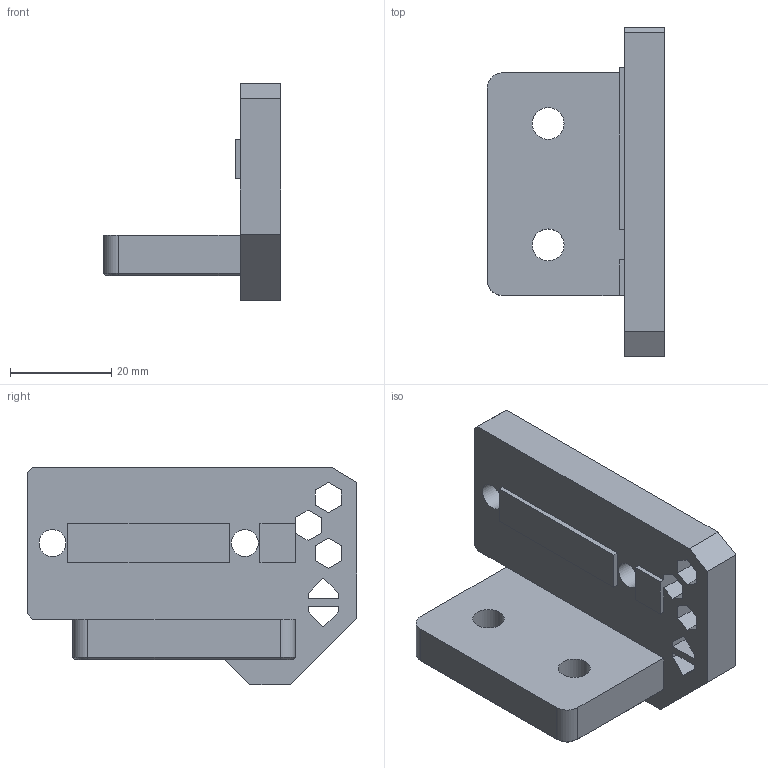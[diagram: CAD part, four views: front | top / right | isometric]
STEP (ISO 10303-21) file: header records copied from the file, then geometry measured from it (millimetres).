
FILE_DESCRIPTION(('FreeCAD Model'),'2;1');
FILE_NAME('Open CASCADE Shape Model','2021-08-31T18:09:11',('Author'),( ''),'Open CASCADE STEP processor 7.4','FreeCAD','Unknown');
FILE_SCHEMA(('AUTOMOTIVE_DESIGN { 1 0 10303 214 1 1 1 1 }'));
Length unit declared in the file: millimetre
Products named in the file (1): back-plate-w-aligner001
Bounding box: 35 x 65.14 x 43 mm (x, y, z)
Volume: 26532.4 mm3; surface area: 10596.9 mm2
Topology: 1 solids, 1 shells, 84 faces, 223 edges, 147 vertices
Faces by surface type: plane 69, cylinder 12, cone 3
Full cylindrical faces by diameter (mm): 4 x3, 5.3 x2, 6.3 x2, 10 x1, 11.1 x1
Entity records: 5592 total; most frequent: CARTESIAN_POINT 1021, DIRECTION 847, LINE 616, VECTOR 616, ORIENTED_EDGE 446, PCURVE 446, DEFINITIONAL_REPRESENTATION 446, EDGE_CURVE 223
